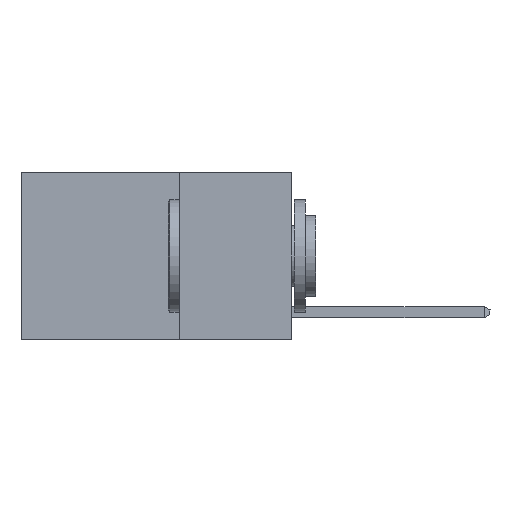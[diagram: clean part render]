
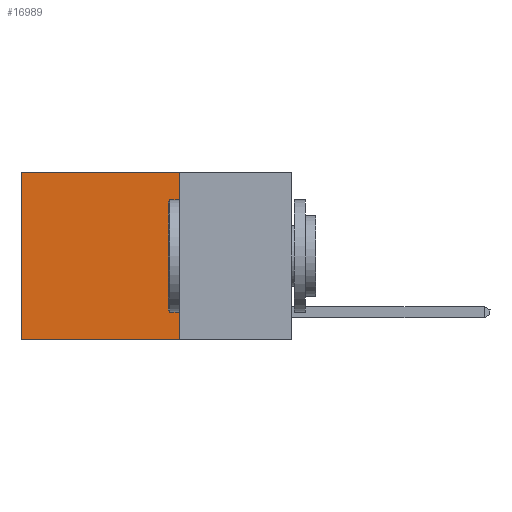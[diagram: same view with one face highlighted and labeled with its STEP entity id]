
A CAD part, left-side view. The second image highlights one B-rep face of the part: STEP entity #16989.
In plain terms, the highlighted planar face has unit normal (-1, 0, 0).
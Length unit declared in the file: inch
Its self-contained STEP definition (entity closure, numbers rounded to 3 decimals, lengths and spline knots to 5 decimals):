
#51 = CARTESIAN_POINT ( 'NONE',  ( 0.2625, 0.6, 0. ) ) ;
#669 = FACE_OUTER_BOUND ( 'NONE', #4204, .T. ) ;
#1638 = LINE ( 'NONE', #6203, #8759 ) ;
#2926 = VERTEX_POINT ( 'NONE', #27746 ) ;
#4127 = VERTEX_POINT ( 'NONE', #27258 ) ;
#4204 = EDGE_LOOP ( 'NONE', ( #4249, #17063, #19065, #21251 ) ) ;
#4249 = ORIENTED_EDGE ( 'NONE', *, *, #15947, .T. ) ;
#4956 = EDGE_CURVE ( 'NONE', #4127, #5163, #18987, .T. ) ;
#5152 = VECTOR ( 'NONE', #14368, 39.37008 ) ;
#5163 = VERTEX_POINT ( 'NONE', #20506 ) ;
#5469 = PLANE ( 'NONE',  #8299 ) ;
#6203 = CARTESIAN_POINT ( 'NONE',  ( 0.2625, 0.25, -0.37 ) ) ;
#6506 = LINE ( 'NONE', #10006, #5152 ) ;
#6740 = VECTOR ( 'NONE', #12965, 39.37008 ) ;
#7719 = DIRECTION ( 'NONE',  ( 1., 0., 0. ) ) ;
#8254 = DIRECTION ( 'NONE',  ( 0., 1., 0. ) ) ;
#8299 = AXIS2_PLACEMENT_3D ( 'NONE', #20669, #7719, #11819 ) ;
#8759 = VECTOR ( 'NONE', #8254, 39.37008 ) ;
#10006 = CARTESIAN_POINT ( 'NONE',  ( 0.2625, 0.6, 0. ) ) ;
#10277 = LINE ( 'NONE', #22773, #16724 ) ;
#11819 = DIRECTION ( 'NONE',  ( 0., 0., -1. ) ) ;
#12374 = EDGE_CURVE ( 'NONE', #4127, #13170, #10277, .T. ) ;
#12965 = DIRECTION ( 'NONE',  ( 0., 0., -1. ) ) ;
#13170 = VERTEX_POINT ( 'NONE', #51 ) ;
#14368 = DIRECTION ( 'NONE',  ( 0., 0., -1. ) ) ;
#15947 = EDGE_CURVE ( 'NONE', #13170, #2926, #6506, .T. ) ;
#16724 = VECTOR ( 'NONE', #20415, 39.37008 ) ;
#16989 = ADVANCED_FACE ( 'NONE', ( #669 ), #5469, .F. ) ;
#17063 = ORIENTED_EDGE ( 'NONE', *, *, #17608, .F. ) ;
#17289 = CARTESIAN_POINT ( 'NONE',  ( 0.2625, 0.25, 0. ) ) ;
#17608 = EDGE_CURVE ( 'NONE', #5163, #2926, #1638, .T. ) ;
#18987 = LINE ( 'NONE', #17289, #6740 ) ;
#19065 = ORIENTED_EDGE ( 'NONE', *, *, #4956, .F. ) ;
#20415 = DIRECTION ( 'NONE',  ( 0., 1., 0. ) ) ;
#20506 = CARTESIAN_POINT ( 'NONE',  ( 0.2625, 0.25, -0.37 ) ) ;
#20669 = CARTESIAN_POINT ( 'NONE',  ( 0.2625, 0.25, 0. ) ) ;
#21251 = ORIENTED_EDGE ( 'NONE', *, *, #12374, .T. ) ;
#22773 = CARTESIAN_POINT ( 'NONE',  ( 0.2625, 0.25, 0. ) ) ;
#27258 = CARTESIAN_POINT ( 'NONE',  ( 0.2625, 0.25, 0. ) ) ;
#27746 = CARTESIAN_POINT ( 'NONE',  ( 0.2625, 0.6, -0.37 ) ) ;
